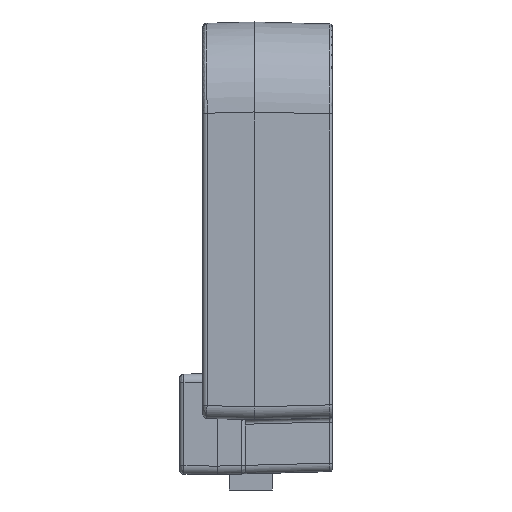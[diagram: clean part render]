
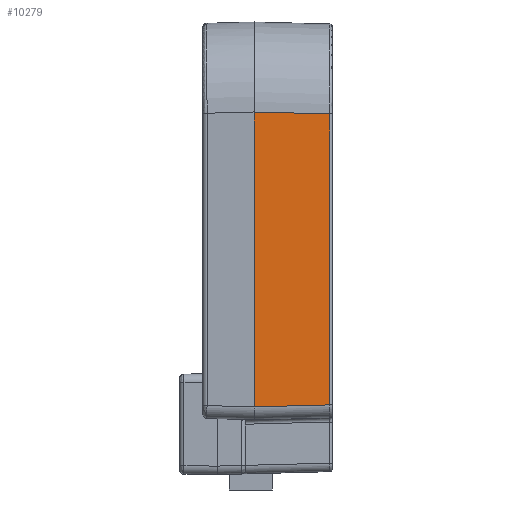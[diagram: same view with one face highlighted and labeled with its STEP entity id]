
A CAD part, left-side view. The second image highlights one B-rep face of the part: STEP entity #10279.
In plain terms, the highlighted planar face has unit normal (-1, -0.026, 0).
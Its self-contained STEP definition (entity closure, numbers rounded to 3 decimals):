
#2793=CARTESIAN_POINT('',(-40.101,-11.6,
32.003));
#2795=DIRECTION('',(0.,0.,-1.));
#2796=VECTOR('',#2795,34.403);
#2797=CARTESIAN_POINT('',(-40.101,-11.6,
32.003));
#2798=LINE('',#2797,#2796);
#2874=DIRECTION('',(-0.026,0.999,-0.026));
#2875=VECTOR('',#2874,8.814);
#2876=CARTESIAN_POINT('',(-39.871,-20.408,
-2.17));
#2877=LINE('',#2876,#2875);
#2878=DIRECTION('',(0.026,-0.999,-0.026));
#2879=VECTOR('',#2878,8.814);
#2880=CARTESIAN_POINT('',(-40.101,-11.6,
32.003));
#2881=LINE('',#2880,#2879);
#2882=DIRECTION('',(0.,0.,-1.));
#2883=VECTOR('',#2882,33.942);
#2884=CARTESIAN_POINT('',(-39.87,-20.408,
31.772));
#2885=LINE('',#2884,#2883);
#5614=CARTESIAN_POINT('',(-39.871,-20.408,
31.772));
#5616=VERTEX_POINT('',#5614);
#5617=CARTESIAN_POINT('',(-39.871,-20.408,
-2.17));
#5619=VERTEX_POINT('',#5617);
#5700=VERTEX_POINT('',#2793);
#5701=CARTESIAN_POINT('',(-40.101,-11.6,
-2.4));
#5702=VERTEX_POINT('',#5701);
#10267=CARTESIAN_POINT('',(-40.101,-11.6,-22.599));
#10268=DIRECTION('',(-1.,-0.026,0.));
#10269=DIRECTION('',(0.026,-1.,0.));
#10270=AXIS2_PLACEMENT_3D('',#10267,#10268,#10269);
#10271=PLANE('',#10270);
#10273=ORIENTED_EDGE('',*,*,#10272,.T.);
#10274=ORIENTED_EDGE('',*,*,#10169,.F.);
#10275=ORIENTED_EDGE('',*,*,#10252,.T.);
#10276=ORIENTED_EDGE('',*,*,#9696,.T.);
#10277=EDGE_LOOP('',(#10273,#10274,#10275,#10276));
#10278=FACE_OUTER_BOUND('',#10277,.F.);
#9696=EDGE_CURVE('',#5616,#5619,#2885,.T.);
#10169=EDGE_CURVE('',#5700,#5702,#2798,.T.);
#10252=EDGE_CURVE('',#5700,#5616,#2881,.T.);
#10272=EDGE_CURVE('',#5619,#5702,#2877,.T.);
#10279=ADVANCED_FACE('',(#10278),#10271,.T.);
